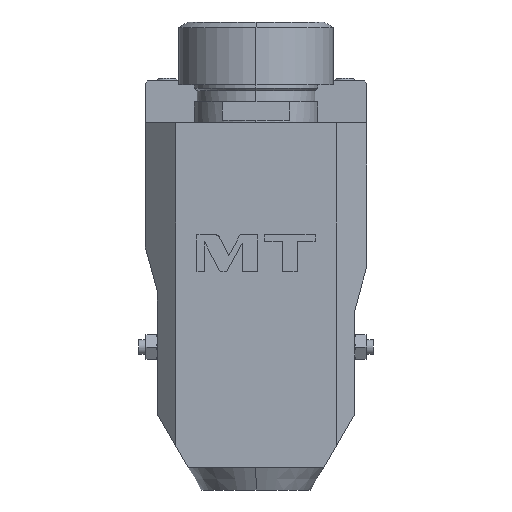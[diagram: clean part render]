
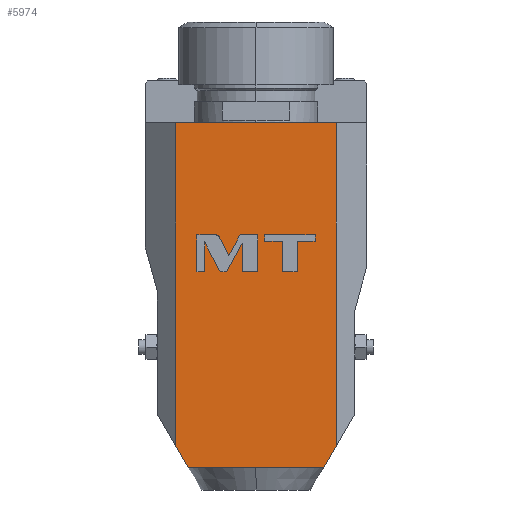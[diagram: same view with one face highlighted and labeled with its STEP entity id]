
A CAD part, left-side view. The second image highlights one B-rep face of the part: STEP entity #5974.
In plain terms, the highlighted planar face has unit normal (-1, 0, 0).
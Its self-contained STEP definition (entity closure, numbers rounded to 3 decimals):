
#164=DIRECTION('',(0.,1.,0.));
#165=VECTOR('',#164,0.196);
#166=CARTESIAN_POINT('',(-142.5,-32.696,-103.));
#167=LINE('',#166,#165);
#232=DIRECTION('',(0.,1.,0.));
#233=VECTOR('',#232,0.196);
#234=CARTESIAN_POINT('',(-142.5,32.5,-103.));
#235=LINE('',#234,#233);
#240=DIRECTION('',(0.,0.,1.));
#241=VECTOR('',#240,131.);
#242=CARTESIAN_POINT('',(-142.5,-32.5,-103.));
#243=LINE('',#242,#241);
#244=DIRECTION('',(0.,0.5,-0.866));
#245=VECTOR('',#244,10.392);
#246=CARTESIAN_POINT('',(-142.5,-32.696,-103.));
#247=LINE('',#246,#245);
#248=DIRECTION('',(0.,-0.5,-0.866));
#249=VECTOR('',#248,10.392);
#250=CARTESIAN_POINT('',(-142.5,32.696,-103.));
#251=LINE('',#250,#249);
#252=DIRECTION('',(0.,0.,1.));
#253=VECTOR('',#252,131.);
#254=CARTESIAN_POINT('',(-142.5,32.5,-103.));
#255=LINE('',#254,#253);
#256=DIRECTION('',(0.,1.,0.));
#257=VECTOR('',#256,65.);
#258=CARTESIAN_POINT('',(-142.5,-32.5,28.));
#259=LINE('',#258,#257);
#260=CARTESIAN_POINT('',(-142.5,14.827,-18.477));
#261=CARTESIAN_POINT('',(-142.5,15.139,-17.874));
#262=CARTESIAN_POINT('',(-142.5,15.754,-17.5));
#263=CARTESIAN_POINT('',(-142.5,16.432,-17.5));
#265=DIRECTION('',(0.,1.,0.));
#266=VECTOR('',#265,7.541);
#267=CARTESIAN_POINT('',(-142.5,16.432,-17.5));
#268=LINE('',#267,#266);
#269=DIRECTION('',(0.,0.,-1.));
#270=VECTOR('',#269,15.);
#271=CARTESIAN_POINT('',(-142.5,23.973,-17.5));
#272=LINE('',#271,#270);
#273=DIRECTION('',(0.,-1.,0.));
#274=VECTOR('',#273,3.12);
#275=CARTESIAN_POINT('',(-142.5,23.973,-32.5));
#276=LINE('',#275,#274);
#277=DIRECTION('',(0.,0.,1.));
#278=VECTOR('',#277,12.152);
#279=CARTESIAN_POINT('',(-142.5,20.853,-32.5));
#280=LINE('',#279,#278);
#281=DIRECTION('',(0.,-0.459,-0.888));
#282=VECTOR('',#281,12.58);
#283=CARTESIAN_POINT('',(-142.5,20.853,-20.348));
#284=LINE('',#283,#282);
#285=CARTESIAN_POINT('',(-142.5,15.075,-31.523));
#286=CARTESIAN_POINT('',(-142.5,14.763,-32.126));
#287=CARTESIAN_POINT('',(-142.5,14.147,-32.5));
#288=CARTESIAN_POINT('',(-142.5,13.469,-32.5));
#290=DIRECTION('',(0.,-1.,0.));
#291=VECTOR('',#290,1.565);
#292=CARTESIAN_POINT('',(-142.5,13.469,-32.5));
#293=LINE('',#292,#291);
#294=DIRECTION('',(0.,-0.481,0.877));
#295=VECTOR('',#294,13.015);
#296=CARTESIAN_POINT('',(-142.5,11.904,-32.5));
#297=LINE('',#296,#295);
#298=DIRECTION('',(0.,0.,-1.));
#299=VECTOR('',#298,11.409);
#300=CARTESIAN_POINT('',(-142.5,5.641,-21.091));
#301=LINE('',#300,#299);
#302=DIRECTION('',(0.,-1.,0.));
#303=VECTOR('',#302,6.312);
#304=CARTESIAN_POINT('',(-142.5,5.641,-32.5));
#305=LINE('',#304,#303);
#306=DIRECTION('',(0.,0.,1.));
#307=VECTOR('',#306,15.);
#308=CARTESIAN_POINT('',(-142.5,-0.671,-32.5));
#309=LINE('',#308,#307);
#310=DIRECTION('',(0.,1.,0.));
#311=VECTOR('',#310,7.116);
#312=CARTESIAN_POINT('',(-142.5,-0.671,-17.5));
#313=LINE('',#312,#311);
#314=DIRECTION('',(0.,0.481,-0.877));
#315=VECTOR('',#314,9.511);
#316=CARTESIAN_POINT('',(-142.5,6.445,-17.5));
#317=LINE('',#316,#315);
#318=DIRECTION('',(0.,0.459,0.888));
#319=VECTOR('',#318,8.286);
#320=CARTESIAN_POINT('',(-142.5,11.022,-25.837));
#321=LINE('',#320,#319);
#322=DIRECTION('',(0.,0.,-1.));
#323=VECTOR('',#322,12.446);
#324=CARTESIAN_POINT('',(-142.5,-10.759,-20.054));
#325=LINE('',#324,#323);
#326=DIRECTION('',(0.,-1.,0.));
#327=VECTOR('',#326,5.942);
#328=CARTESIAN_POINT('',(-142.5,-10.759,-32.5));
#329=LINE('',#328,#327);
#330=DIRECTION('',(0.,0.,1.));
#331=VECTOR('',#330,12.446);
#332=CARTESIAN_POINT('',(-142.5,-16.701,-32.5));
#333=LINE('',#332,#331);
#334=DIRECTION('',(0.,-1.,0.));
#335=VECTOR('',#334,7.272);
#336=CARTESIAN_POINT('',(-142.5,-16.701,-20.054));
#337=LINE('',#336,#335);
#338=DIRECTION('',(0.,0.,1.));
#339=VECTOR('',#338,2.554);
#340=CARTESIAN_POINT('',(-142.5,-23.973,-20.054));
#341=LINE('',#340,#339);
#342=DIRECTION('',(0.,1.,0.));
#343=VECTOR('',#342,20.486);
#344=CARTESIAN_POINT('',(-142.5,-23.973,-17.5));
#345=LINE('',#344,#343);
#346=DIRECTION('',(0.,0.,-1.));
#347=VECTOR('',#346,2.554);
#348=CARTESIAN_POINT('',(-142.5,-3.487,-17.5));
#349=LINE('',#348,#347);
#350=DIRECTION('',(0.,-1.,0.));
#351=VECTOR('',#350,7.272);
#352=CARTESIAN_POINT('',(-142.5,-3.487,-20.054));
#353=LINE('',#352,#351);
#362=DIRECTION('',(0.,1.,0.));
#363=VECTOR('',#362,55.);
#364=CARTESIAN_POINT('',(-142.5,-27.5,-112.));
#365=LINE('',#364,#363);
#4890=CARTESIAN_POINT('',(-142.5,-32.5,28.));
#4891=VERTEX_POINT('',#4890);
#4892=CARTESIAN_POINT('',(-142.5,32.5,28.));
#4893=VERTEX_POINT('',#4892);
#5362=CARTESIAN_POINT('',(-142.5,-32.696,-103.));
#5363=CARTESIAN_POINT('',(-142.5,-27.5,-112.));
#5364=VERTEX_POINT('',#5362);
#5365=VERTEX_POINT('',#5363);
#5366=CARTESIAN_POINT('',(-142.5,32.696,-103.));
#5367=CARTESIAN_POINT('',(-142.5,27.5,-112.));
#5368=VERTEX_POINT('',#5366);
#5369=VERTEX_POINT('',#5367);
#5386=CARTESIAN_POINT('',(-142.5,-32.5,-103.));
#5388=VERTEX_POINT('',#5386);
#5390=CARTESIAN_POINT('',(-142.5,32.5,-103.));
#5392=VERTEX_POINT('',#5390);
#5489=VERTEX_POINT('',#260);
#5490=VERTEX_POINT('',#263);
#5491=CARTESIAN_POINT('',(-142.5,23.973,-17.5));
#5492=VERTEX_POINT('',#5491);
#5493=CARTESIAN_POINT('',(-142.5,23.973,-32.5));
#5494=VERTEX_POINT('',#5493);
#5495=CARTESIAN_POINT('',(-142.5,20.853,-32.5));
#5496=VERTEX_POINT('',#5495);
#5497=CARTESIAN_POINT('',(-142.5,20.853,-20.348));
#5498=VERTEX_POINT('',#5497);
#5499=CARTESIAN_POINT('',(-142.5,15.075,-31.523));
#5500=VERTEX_POINT('',#5499);
#5501=VERTEX_POINT('',#288);
#5502=CARTESIAN_POINT('',(-142.5,11.904,-32.5));
#5503=VERTEX_POINT('',#5502);
#5504=CARTESIAN_POINT('',(-142.5,5.641,-21.091));
#5505=VERTEX_POINT('',#5504);
#5506=CARTESIAN_POINT('',(-142.5,5.641,-32.5));
#5507=VERTEX_POINT('',#5506);
#5508=CARTESIAN_POINT('',(-142.5,-0.671,-32.5));
#5509=VERTEX_POINT('',#5508);
#5510=CARTESIAN_POINT('',(-142.5,-0.671,-17.5));
#5511=VERTEX_POINT('',#5510);
#5512=CARTESIAN_POINT('',(-142.5,6.445,-17.5));
#5513=VERTEX_POINT('',#5512);
#5514=CARTESIAN_POINT('',(-142.5,11.022,-25.837));
#5515=VERTEX_POINT('',#5514);
#5516=CARTESIAN_POINT('',(-142.5,-10.759,-20.054));
#5517=CARTESIAN_POINT('',(-142.5,-10.759,-32.5));
#5518=VERTEX_POINT('',#5516);
#5519=VERTEX_POINT('',#5517);
#5520=CARTESIAN_POINT('',(-142.5,-16.701,-32.5));
#5521=VERTEX_POINT('',#5520);
#5522=CARTESIAN_POINT('',(-142.5,-16.701,-20.054));
#5523=VERTEX_POINT('',#5522);
#5524=CARTESIAN_POINT('',(-142.5,-23.973,-20.054));
#5525=VERTEX_POINT('',#5524);
#5526=CARTESIAN_POINT('',(-142.5,-23.973,-17.5));
#5527=VERTEX_POINT('',#5526);
#5528=CARTESIAN_POINT('',(-142.5,-3.487,-17.5));
#5529=VERTEX_POINT('',#5528);
#5530=CARTESIAN_POINT('',(-142.5,-3.487,-20.054));
#5531=VERTEX_POINT('',#5530);
#5907=CARTESIAN_POINT('',(-142.5,0.,0.));
#5908=DIRECTION('',(1.,0.,0.));
#5909=DIRECTION('',(0.,1.,0.));
#5910=AXIS2_PLACEMENT_3D('',#5907,#5908,#5909);
#5911=PLANE('',#5910);
#5912=ORIENTED_EDGE('',*,*,#5764,.F.);
#5913=ORIENTED_EDGE('',*,*,#5786,.F.);
#5914=ORIENTED_EDGE('',*,*,#5804,.T.);
#5916=ORIENTED_EDGE('',*,*,#5915,.T.);
#5917=ORIENTED_EDGE('',*,*,#5856,.F.);
#5918=ORIENTED_EDGE('',*,*,#5901,.F.);
#5919=ORIENTED_EDGE('',*,*,#5890,.T.);
#5921=ORIENTED_EDGE('',*,*,#5920,.F.);
#5922=EDGE_LOOP('',(#5912,#5913,#5914,#5916,#5917,#5918,#5919,#5921));
#5923=FACE_OUTER_BOUND('',#5922,.F.);
#5925=ORIENTED_EDGE('',*,*,#5924,.T.);
#5927=ORIENTED_EDGE('',*,*,#5926,.T.);
#5929=ORIENTED_EDGE('',*,*,#5928,.T.);
#5931=ORIENTED_EDGE('',*,*,#5930,.T.);
#5933=ORIENTED_EDGE('',*,*,#5932,.T.);
#5935=ORIENTED_EDGE('',*,*,#5934,.T.);
#5937=ORIENTED_EDGE('',*,*,#5936,.T.);
#5939=ORIENTED_EDGE('',*,*,#5938,.T.);
#5941=ORIENTED_EDGE('',*,*,#5940,.T.);
#5943=ORIENTED_EDGE('',*,*,#5942,.T.);
#5945=ORIENTED_EDGE('',*,*,#5944,.T.);
#5947=ORIENTED_EDGE('',*,*,#5946,.T.);
#5949=ORIENTED_EDGE('',*,*,#5948,.T.);
#5951=ORIENTED_EDGE('',*,*,#5950,.T.);
#5953=ORIENTED_EDGE('',*,*,#5952,.T.);
#5954=EDGE_LOOP('',(#5925,#5927,#5929,#5931,#5933,#5935,#5937,#5939,#5941,#5943,
#5945,#5947,#5949,#5951,#5953));
#5955=FACE_BOUND('',#5954,.F.);
#5957=ORIENTED_EDGE('',*,*,#5956,.T.);
#5959=ORIENTED_EDGE('',*,*,#5958,.T.);
#5961=ORIENTED_EDGE('',*,*,#5960,.T.);
#5963=ORIENTED_EDGE('',*,*,#5962,.T.);
#5965=ORIENTED_EDGE('',*,*,#5964,.T.);
#5967=ORIENTED_EDGE('',*,*,#5966,.T.);
#5969=ORIENTED_EDGE('',*,*,#5968,.T.);
#5971=ORIENTED_EDGE('',*,*,#5970,.T.);
#5972=EDGE_LOOP('',(#5957,#5959,#5961,#5963,#5965,#5967,#5969,#5971));
#5973=FACE_BOUND('',#5972,.F.);
#5974=ADVANCED_FACE('',(#5923,#5955,#5973),#5911,.F.);
#264=B_SPLINE_CURVE_WITH_KNOTS('',3,(#260,#261,#262,#263),.UNSPECIFIED.,.F.,.F.,
(4,4),(0.,1.),.UNSPECIFIED.);
#289=B_SPLINE_CURVE_WITH_KNOTS('',3,(#285,#286,#287,#288),.UNSPECIFIED.,.F.,.F.,
(4,4),(0.,1.),.UNSPECIFIED.);
#5764=EDGE_CURVE('',#5388,#4891,#243,.T.);
#5786=EDGE_CURVE('',#5364,#5388,#167,.T.);
#5804=EDGE_CURVE('',#5364,#5365,#247,.T.);
#5856=EDGE_CURVE('',#5368,#5369,#251,.T.);
#5890=EDGE_CURVE('',#5392,#4893,#255,.T.);
#5901=EDGE_CURVE('',#5392,#5368,#235,.T.);
#5915=EDGE_CURVE('',#5365,#5369,#365,.T.);
#5920=EDGE_CURVE('',#4891,#4893,#259,.T.);
#5924=EDGE_CURVE('',#5489,#5490,#264,.T.);
#5926=EDGE_CURVE('',#5490,#5492,#268,.T.);
#5928=EDGE_CURVE('',#5492,#5494,#272,.T.);
#5930=EDGE_CURVE('',#5494,#5496,#276,.T.);
#5932=EDGE_CURVE('',#5496,#5498,#280,.T.);
#5934=EDGE_CURVE('',#5498,#5500,#284,.T.);
#5936=EDGE_CURVE('',#5500,#5501,#289,.T.);
#5938=EDGE_CURVE('',#5501,#5503,#293,.T.);
#5940=EDGE_CURVE('',#5503,#5505,#297,.T.);
#5942=EDGE_CURVE('',#5505,#5507,#301,.T.);
#5944=EDGE_CURVE('',#5507,#5509,#305,.T.);
#5946=EDGE_CURVE('',#5509,#5511,#309,.T.);
#5948=EDGE_CURVE('',#5511,#5513,#313,.T.);
#5950=EDGE_CURVE('',#5513,#5515,#317,.T.);
#5952=EDGE_CURVE('',#5515,#5489,#321,.T.);
#5956=EDGE_CURVE('',#5518,#5519,#325,.T.);
#5958=EDGE_CURVE('',#5519,#5521,#329,.T.);
#5960=EDGE_CURVE('',#5521,#5523,#333,.T.);
#5962=EDGE_CURVE('',#5523,#5525,#337,.T.);
#5964=EDGE_CURVE('',#5525,#5527,#341,.T.);
#5966=EDGE_CURVE('',#5527,#5529,#345,.T.);
#5968=EDGE_CURVE('',#5529,#5531,#349,.T.);
#5970=EDGE_CURVE('',#5531,#5518,#353,.T.);
